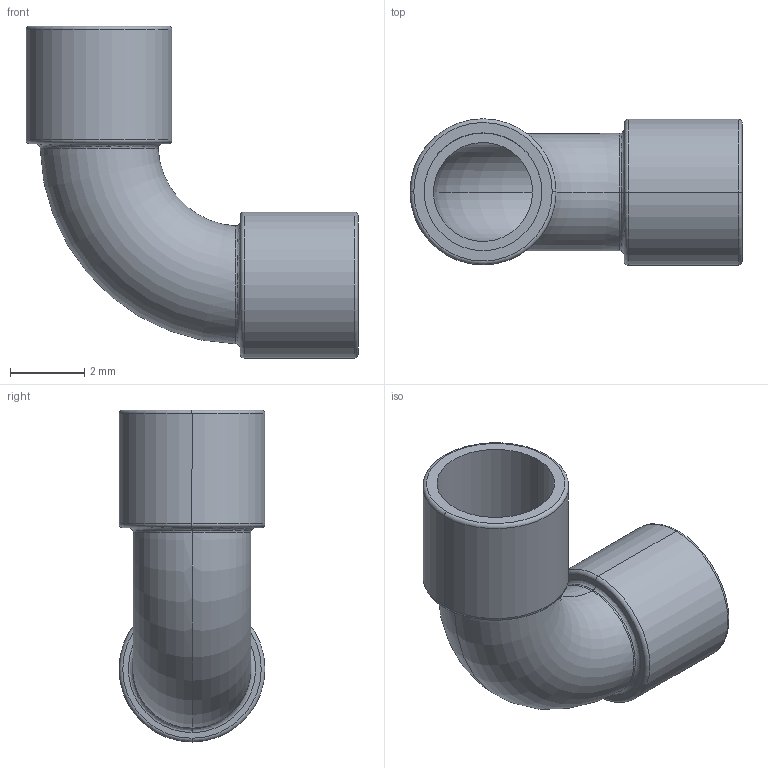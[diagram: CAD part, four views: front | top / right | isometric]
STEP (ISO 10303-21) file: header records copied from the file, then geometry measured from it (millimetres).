
FILE_DESCRIPTION(('produced by SPATIAL CORP'),'2;1');
FILE_NAME('corner.prt.hh.sat.stp', '2002-04-19T13:37:06+00:00',('SPATIAL CORP'),('SPATIAL CORP'), 'ACIS STEP Husk','http://www.spatial.com','SPATIAL CORP');
FILE_SCHEMA(('CONFIG_CONTROL_DESIGN'));
Length unit declared in the file: millimetre
Products named in the file (1): PRODUCT_ID_1
Bounding box: 8.95 x 3.94 x 8.95 mm (x, y, z)
Volume: 40.6 mm3; surface area: 270.4 mm2
Topology: 1 solids, 1 shells, 30 faces, 60 edges, 36 vertices
Faces by surface type: torus 12, cylinder 8, plane 6, bspline 4
Entity records: 4361 total; most frequent: CARTESIAN_POINT 3658, DIRECTION 132, ORIENTED_EDGE 120, AXIS2_PLACEMENT_3D 62, EDGE_CURVE 60, VERTEX_POINT 36, CIRCLE 36, EDGE_LOOP 36
